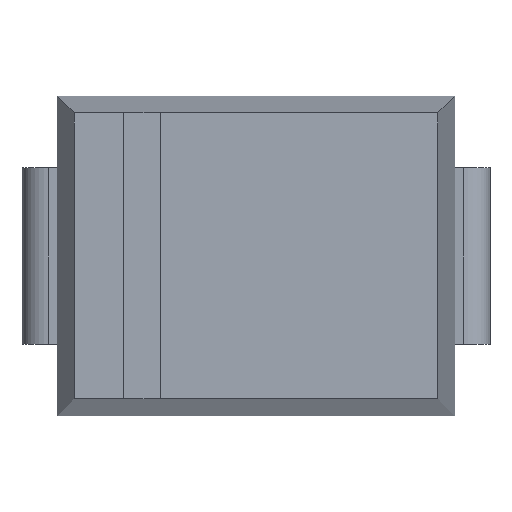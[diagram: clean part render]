
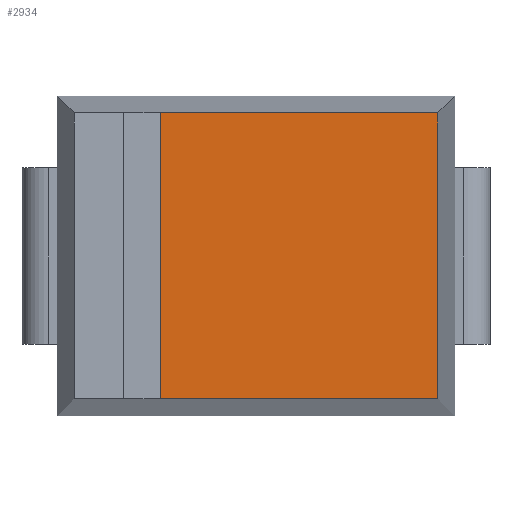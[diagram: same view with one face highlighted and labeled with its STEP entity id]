
A CAD part, top view. The second image highlights one B-rep face of the part: STEP entity #2934.
In plain terms, the highlighted planar face has unit normal (0, 0, 1).
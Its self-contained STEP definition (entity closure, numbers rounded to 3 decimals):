
#50 = CARTESIAN_POINT ( 'NONE',  ( 2.058, -1.618, 1.09 ) ) ;
#537 = EDGE_CURVE ( 'NONE', #1400, #4298, #2489, .T. ) ;
#728 = PLANE ( 'NONE',  #3328 ) ;
#884 = LINE ( 'NONE', #5119, #1532 ) ;
#1067 = LINE ( 'NONE', #3626, #5396 ) ;
#1129 = EDGE_CURVE ( 'NONE', #3213, #1400, #1067, .T. ) ;
#1149 = DIRECTION ( 'NONE',  ( 0., 0., 1. ) ) ;
#1309 = VECTOR ( 'NONE', #3884, 1000. ) ;
#1400 = VERTEX_POINT ( 'NONE', #50 ) ;
#1459 = EDGE_LOOP ( 'NONE', ( #3084, #3882, #3276, #5395 ) ) ;
#1532 = VECTOR ( 'NONE', #4301, 1000. ) ;
#1639 = CARTESIAN_POINT ( 'NONE',  ( 2.058, 1.618, 1.09 ) ) ;
#1945 = DIRECTION ( 'NONE',  ( 1., 0., 0. ) ) ;
#2282 = CARTESIAN_POINT ( 'NONE',  ( -1.084, 1.618, 1.09 ) ) ;
#2489 = LINE ( 'NONE', #4664, #1309 ) ;
#2934 = ADVANCED_FACE ( 'NONE', ( #5094 ), #728, .T. ) ;
#2967 = LINE ( 'NONE', #5003, #4085 ) ;
#3084 = ORIENTED_EDGE ( 'NONE', *, *, #5360, .F. ) ;
#3213 = VERTEX_POINT ( 'NONE', #5279 ) ;
#3276 = ORIENTED_EDGE ( 'NONE', *, *, #537, .T. ) ;
#3318 = DIRECTION ( 'NONE',  ( 0., 1., 0. ) ) ;
#3328 = AXIS2_PLACEMENT_3D ( 'NONE', #3633, #1149, #4495 ) ;
#3626 = CARTESIAN_POINT ( 'NONE',  ( -2.25, -1.618, 1.09 ) ) ;
#3633 = CARTESIAN_POINT ( 'NONE',  ( 0., 0., 1.09 ) ) ;
#3882 = ORIENTED_EDGE ( 'NONE', *, *, #1129, .T. ) ;
#3884 = DIRECTION ( 'NONE',  ( 0., 1., 0. ) ) ;
#4076 = VERTEX_POINT ( 'NONE', #2282 ) ;
#4085 = VECTOR ( 'NONE', #3318, 1000. ) ;
#4298 = VERTEX_POINT ( 'NONE', #1639 ) ;
#4301 = DIRECTION ( 'NONE',  ( -1., 0., 0. ) ) ;
#4495 = DIRECTION ( 'NONE',  ( 1., 0., 0. ) ) ;
#4664 = CARTESIAN_POINT ( 'NONE',  ( 2.058, 1.81, 1.09 ) ) ;
#5003 = CARTESIAN_POINT ( 'NONE',  ( -1.084, 0., 1.09 ) ) ;
#5070 = EDGE_CURVE ( 'NONE', #4298, #4076, #884, .T. ) ;
#5094 = FACE_OUTER_BOUND ( 'NONE', #1459, .T. ) ;
#5119 = CARTESIAN_POINT ( 'NONE',  ( -2.25, 1.618, 1.09 ) ) ;
#5279 = CARTESIAN_POINT ( 'NONE',  ( -1.084, -1.618, 1.09 ) ) ;
#5360 = EDGE_CURVE ( 'NONE', #3213, #4076, #2967, .T. ) ;
#5395 = ORIENTED_EDGE ( 'NONE', *, *, #5070, .T. ) ;
#5396 = VECTOR ( 'NONE', #1945, 1000. ) ;
